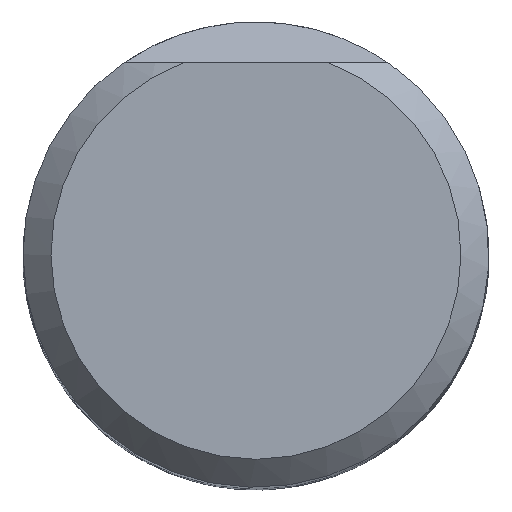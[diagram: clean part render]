
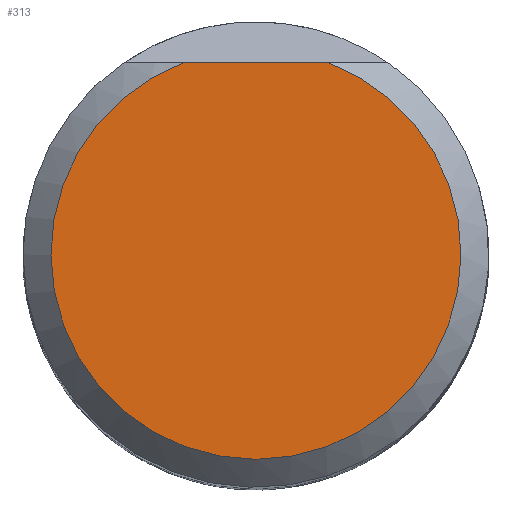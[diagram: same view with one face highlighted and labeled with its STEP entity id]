
A CAD part, top view. The second image highlights one B-rep face of the part: STEP entity #313.
In plain terms, the highlighted planar face has unit normal (0, 0, 1).
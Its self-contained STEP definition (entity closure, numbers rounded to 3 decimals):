
#85=LINE('',#5386,#93);
#93=VECTOR('',#591,1.);
#123=PLANE('',#499);
#130=FACE_OUTER_BOUND('',#166,.T.);
#166=EDGE_LOOP('',(#205,#206));
#205=ORIENTED_EDGE('',*,*,#251,.F.);
#206=ORIENTED_EDGE('',*,*,#252,.T.);
#251=EDGE_CURVE('',#371,#372,#281,.T.);
#252=EDGE_CURVE('',#371,#372,#85,.T.);
#281=CIRCLE('',#498,10.997);
#313=ADVANCED_FACE('',(#130),#123,.F.);
#371=VERTEX_POINT('',#5384);
#372=VERTEX_POINT('',#5385);
#498=AXIS2_PLACEMENT_3D('',#5383,#589,#590);
#499=AXIS2_PLACEMENT_3D('',#5387,#592,#593);
#589=DIRECTION('',(0.,0.,-1.));
#590=DIRECTION('',(-1.,0.,0.));
#591=DIRECTION('',(-1.,0.,0.));
#592=DIRECTION('',(0.,0.,-1.));
#593=DIRECTION('',(-1.,0.,0.));
#5383=CARTESIAN_POINT('',(0.,0.,
0.013));
#5384=CARTESIAN_POINT('',(3.843,10.303,0.012));
#5385=CARTESIAN_POINT('',(-3.843,10.303,0.012));
#5386=CARTESIAN_POINT('',(0.,10.303,0.013));
#5387=CARTESIAN_POINT('',(0.,0.,
0.013));
